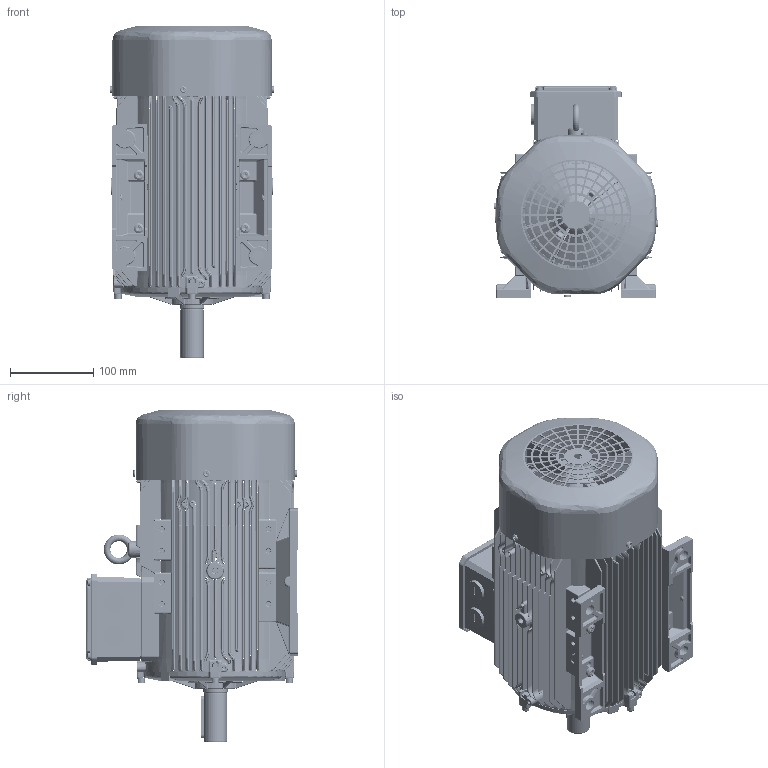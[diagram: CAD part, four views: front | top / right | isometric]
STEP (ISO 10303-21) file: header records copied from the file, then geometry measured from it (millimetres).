
FILE_DESCRIPTION(/* description */ (''),/* implementation_level */ '2;1');
FILE_NAME(/* name */ '_QH series_ 100_B3_stp.stp',/* time_stamp */ '2024-07-29T16:58:26+03:00',/* author */ (''),/* organization */ (''),/* preprocessor_version */ 'ST-DEVELOPER v18.102',/* originating_system */ 'SIEMENS PLM Software NX2206.8101',/* authorisation */ '');
FILE_SCHEMA (('AUTOMOTIVE_DESIGN { 1 0 10303 214 3 1 1 1 }'));
Products named in the file (1): _QH series_ 100_B3_stp_objects
Bounding box: 197.75 x 255.72 x 399.31 mm (x, y, z)
Surface area: 753693.6 mm2 (no closed solid volume)
Topology: 0 solids, 103 shells, 5747 faces, 17488 edges, 11051 vertices
Faces by surface type: cylinder 2286, plane 1303, torus 1184, bspline 634, cone 232, sphere 108
Full cylindrical faces by diameter (mm): 5 x7, 6.5 x4, 8 x8, 8.5 x5, 9.3 x4, 10 x1, 12 x4, 25 x3, 27.6 x1, 28 x1, 30 x1, 57.4 x1, 60.737 x1, 133 x1
Entity records: 211507 total; most frequent: CARTESIAN_POINT 78176, ORIENTED_EDGE 28092, DIRECTION 22279, EDGE_CURVE 17067, VERTEX_POINT 10966, AXIS2_PLACEMENT_3D 8487, B_SPLINE_CURVE_WITH_KNOTS 8123, EDGE_LOOP 6197
